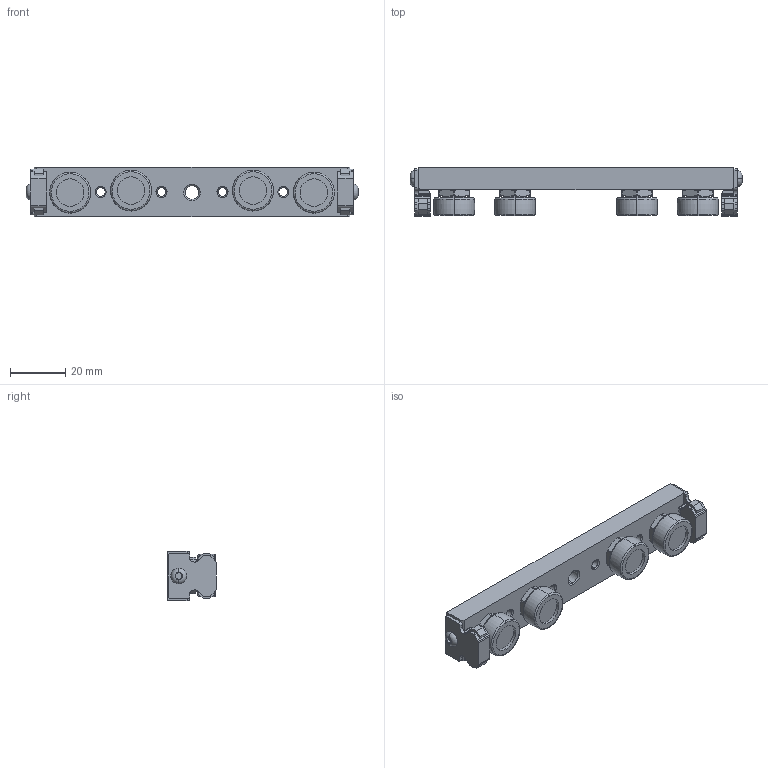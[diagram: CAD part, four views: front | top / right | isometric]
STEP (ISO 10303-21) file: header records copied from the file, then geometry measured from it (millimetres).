
FILE_DESCRIPTION (( 'STEP AP203' ), '1' );
FILE_NAME ('LUC-0-4W.step', '2024-05-13T17:20:53', ( '' ), ( '' ), 'SwSTEP 2.0', 'SolidWorks 2023', '' );
FILE_SCHEMA (( 'CONFIG_CONTROL_DESIGN' ));
Length unit declared in the file: inch
Products named in the file (1): LUC-0-4W
Bounding box: 119.84 x 17.45 x 18.01 mm (x, y, z)
Volume: 21790.3 mm3; surface area: 13892.7 mm2
Topology: 9 solids, 9 shells, 572 faces, 1393 edges, 866 vertices
Faces by surface type: plane 220, cylinder 172, cone 132, bspline 36, torus 12
Entity records: 17708 total; most frequent: CARTESIAN_POINT 4344, DIRECTION 2795, ORIENTED_EDGE 2778, EDGE_CURVE 1389, AXIS2_PLACEMENT_3D 1069, VERTEX_POINT 866, LINE 657, VECTOR 657
